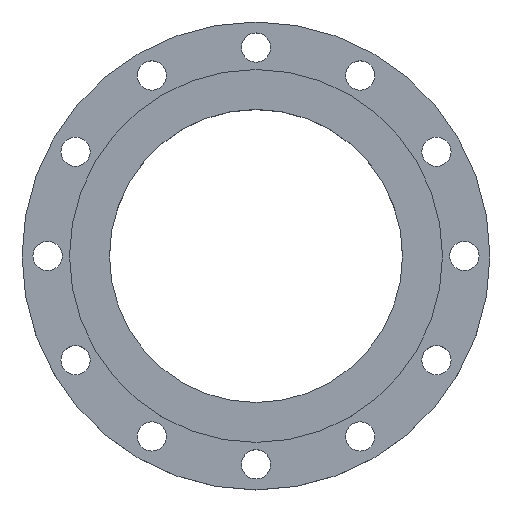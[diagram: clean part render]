
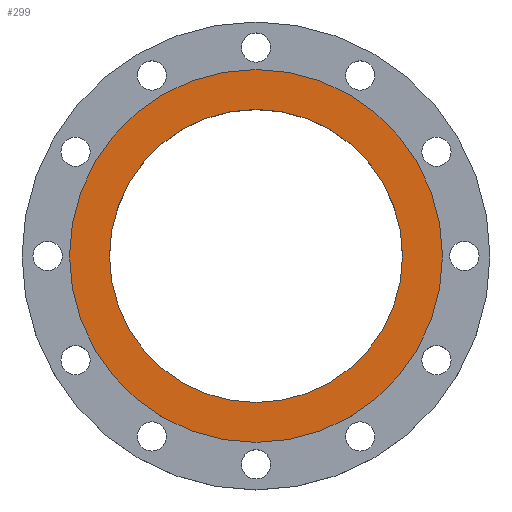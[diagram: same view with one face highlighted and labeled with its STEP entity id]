
A CAD part, top view. The second image highlights one B-rep face of the part: STEP entity #299.
In plain terms, the highlighted planar face has unit normal (0, 0, 1).
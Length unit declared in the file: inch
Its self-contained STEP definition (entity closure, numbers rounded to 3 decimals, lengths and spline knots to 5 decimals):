
#2 = AXIS2_PLACEMENT_3D ( 'NONE', #1092, #1435, #106 ) ;
#14 = VERTEX_POINT ( 'NONE', #1239 ) ;
#32 = CIRCLE ( 'NONE', #390, 5.01 ) ;
#48 = PLANE ( 'NONE',  #714 ) ;
#106 = DIRECTION ( 'NONE',  ( 1., 0., 0. ) ) ;
#155 = ORIENTED_EDGE ( 'NONE', *, *, #190, .F. ) ;
#169 = CARTESIAN_POINT ( 'NONE',  ( -5.01, 0., 0. ) ) ;
#183 = DIRECTION ( 'NONE',  ( 0., 0., -1. ) ) ;
#190 = EDGE_CURVE ( 'NONE', #14, #701, #936, .T. ) ;
#204 = AXIS2_PLACEMENT_3D ( 'NONE', #890, #280, #722 ) ;
#219 = DIRECTION ( 'NONE',  ( 0., 0., 1. ) ) ;
#229 = CARTESIAN_POINT ( 'NONE',  ( 0., 0., 0. ) ) ;
#252 = CARTESIAN_POINT ( 'NONE',  ( -6.375, 0., 0. ) ) ;
#280 = DIRECTION ( 'NONE',  ( 0., 0., 1. ) ) ;
#296 = ORIENTED_EDGE ( 'NONE', *, *, #503, .F. ) ;
#299 = ADVANCED_FACE ( 'NONE', ( #635, #624 ), #48, .F. ) ;
#316 = AXIS2_PLACEMENT_3D ( 'NONE', #1134, #1369, #1157 ) ;
#341 = EDGE_LOOP ( 'NONE', ( #1019, #1076 ) ) ;
#390 = AXIS2_PLACEMENT_3D ( 'NONE', #229, #219, #1333 ) ;
#503 = EDGE_CURVE ( 'NONE', #701, #14, #32, .T. ) ;
#554 = CARTESIAN_POINT ( 'NONE',  ( 6.375, 0., 0. ) ) ;
#571 = EDGE_CURVE ( 'NONE', #1399, #996, #883, .T. ) ;
#624 = FACE_OUTER_BOUND ( 'NONE', #341, .T. ) ;
#635 = FACE_BOUND ( 'NONE', #969, .T. ) ;
#701 = VERTEX_POINT ( 'NONE', #169 ) ;
#714 = AXIS2_PLACEMENT_3D ( 'NONE', #1283, #183, #1067 ) ;
#722 = DIRECTION ( 'NONE',  ( 1., 0., 0. ) ) ;
#883 = CIRCLE ( 'NONE', #316, 6.375 ) ;
#890 = CARTESIAN_POINT ( 'NONE',  ( 0., 0., 0. ) ) ;
#936 = CIRCLE ( 'NONE', #204, 5.01 ) ;
#969 = EDGE_LOOP ( 'NONE', ( #155, #296 ) ) ;
#996 = VERTEX_POINT ( 'NONE', #252 ) ;
#1019 = ORIENTED_EDGE ( 'NONE', *, *, #571, .T. ) ;
#1067 = DIRECTION ( 'NONE',  ( -1., 0., 0. ) ) ;
#1076 = ORIENTED_EDGE ( 'NONE', *, *, #1411, .T. ) ;
#1092 = CARTESIAN_POINT ( 'NONE',  ( 0., 0., 0. ) ) ;
#1134 = CARTESIAN_POINT ( 'NONE',  ( 0., 0., 0. ) ) ;
#1157 = DIRECTION ( 'NONE',  ( 1., 0., 0. ) ) ;
#1239 = CARTESIAN_POINT ( 'NONE',  ( 5.01, 0., 0. ) ) ;
#1283 = CARTESIAN_POINT ( 'NONE',  ( 0., 5.01, 0. ) ) ;
#1310 = CIRCLE ( 'NONE', #2, 6.375 ) ;
#1333 = DIRECTION ( 'NONE',  ( 1., 0., 0. ) ) ;
#1369 = DIRECTION ( 'NONE',  ( 0., 0., 1. ) ) ;
#1399 = VERTEX_POINT ( 'NONE', #554 ) ;
#1411 = EDGE_CURVE ( 'NONE', #996, #1399, #1310, .T. ) ;
#1435 = DIRECTION ( 'NONE',  ( 0., 0., 1. ) ) ;
